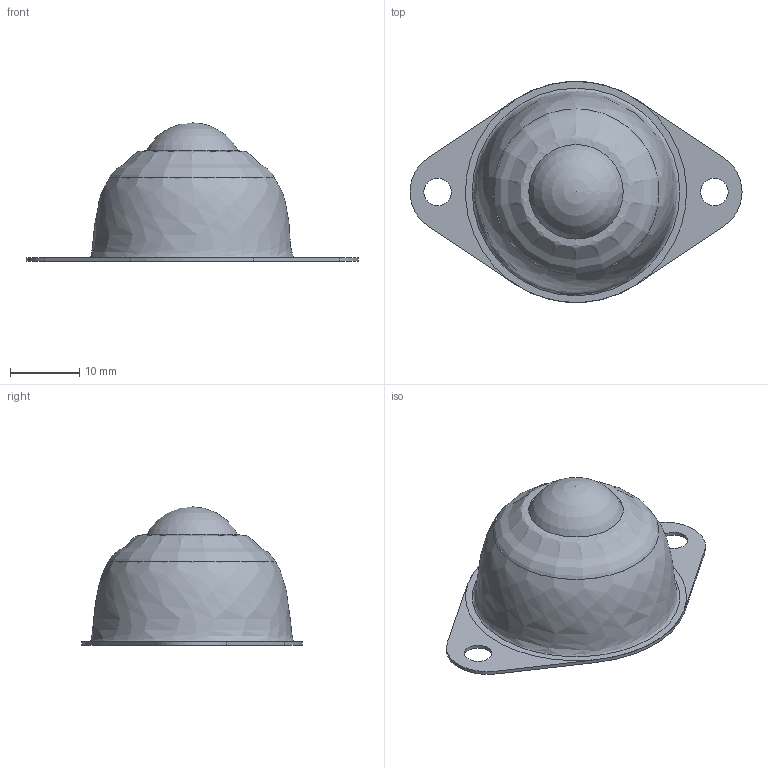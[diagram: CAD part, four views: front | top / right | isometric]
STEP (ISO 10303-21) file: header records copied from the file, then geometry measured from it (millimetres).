
FILE_DESCRIPTION(('FreeCAD Model'),'2;1');
FILE_NAME('roulette_bille.step' ,'2016-10-17T19:35:15',('Author'),(''), 'Open CASCADE STEP processor 6.8','FreeCAD','Unknown');
FILE_SCHEMA(('AUTOMOTIVE_DESIGN_CC2 { 1 2 10303 214 -1 1 5 4 }'));
Length unit declared in the file: millimetre
Products named in the file (5): ASSEMBLY; bille; corps; percage_base; sphere_interieure
Assembly tree (4 placements, depth 2):
  ASSEMBLY
    bille
    corps
    percage_base
    sphere_interieure
Bounding box: 48 x 31.95 x 20 mm (x, y, z)
Volume: 5346.3 mm3; surface area: 4323.4 mm2
Topology: 3 solids, 4 shells, 17 faces, 42 edges, 28 vertices
Faces by surface type: plane 7, cylinder 7, sphere 2, revolution 1
Full cylindrical faces by diameter (mm): 4 x2, 30 x1
Entity records: 1120 total; most frequent: CARTESIAN_POINT 190, DIRECTION 170, LINE 78, VECTOR 78, ORIENTED_EDGE 74, PCURVE 74, DEFINITIONAL_REPRESENTATION 74, AXIS2_PLACEMENT_3D 39
